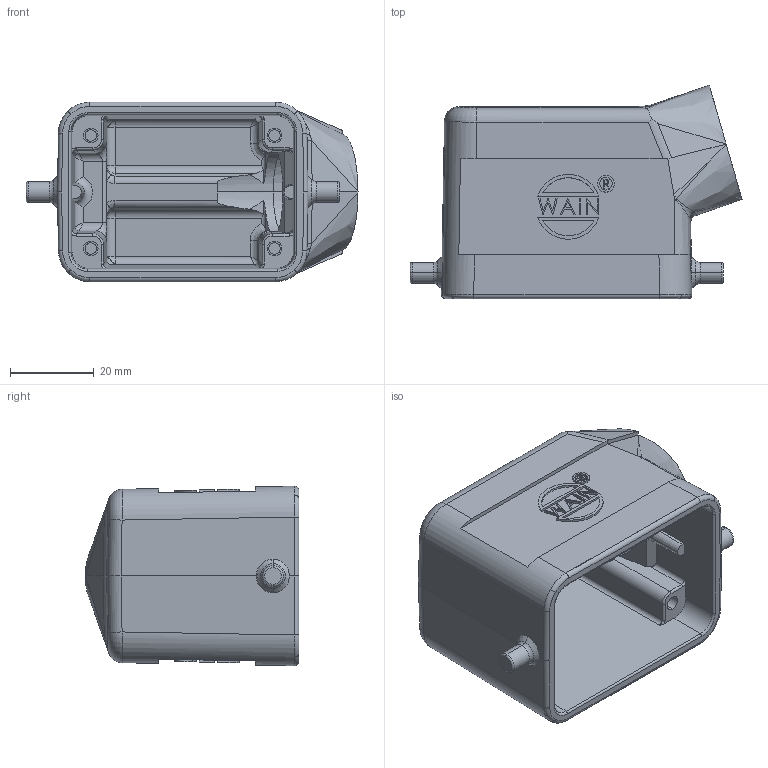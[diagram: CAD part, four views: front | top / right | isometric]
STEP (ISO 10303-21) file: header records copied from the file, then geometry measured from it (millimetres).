
FILE_DESCRIPTION((''),'2;1');
FILE_NAME('H6B-SE','2019-03-04T',('sh.ye'),(''),'PRO/ENGINEER BY PARAMETRIC TECHNOLOGY CORPORATION, 2015240','PRO/ENGINEER BY PARAMETRIC TECHNOLOGY CORPORATION, 2015240','');
FILE_SCHEMA(('AUTOMOTIVE_DESIGN { 1 0 10303 214 1 1 1 1 }'));
Length unit declared in the file: millimetre
Products named in the file (1): H6B-SE
Bounding box: 79.46 x 51.18 x 42.96 mm (x, y, z)
Volume: 41161.4 mm3; surface area: 22429.3 mm2
Topology: 1 solids, 1 shells, 428 faces, 1058 edges, 659 vertices
Faces by surface type: plane 213, cylinder 119, bspline 61, torus 11, cone 10, extrusion 10, sphere 4
Entity records: 16277 total; most frequent: CARTESIAN_POINT 6717, ORIENTED_EDGE 2100, DIRECTION 1714, EDGE_CURVE 1050, VERTEX_POINT 659, VECTOR 614, LINE 604, AXIS2_PLACEMENT_3D 550
